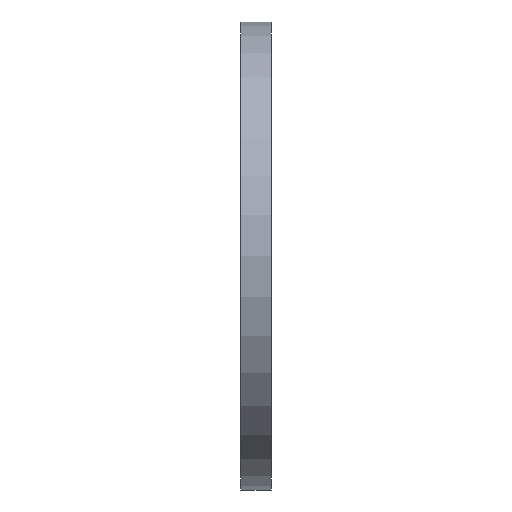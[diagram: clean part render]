
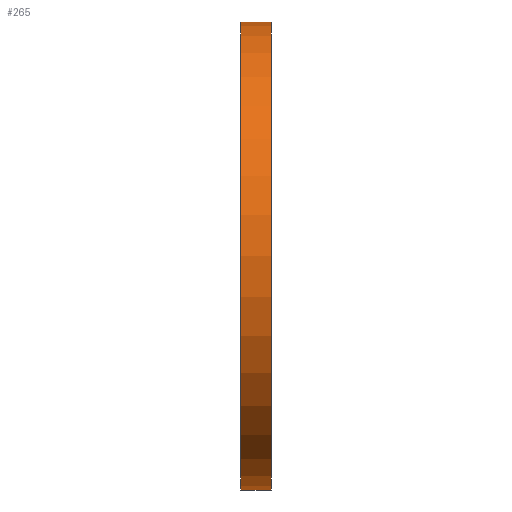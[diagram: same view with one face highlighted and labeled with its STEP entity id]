
A CAD part, left-side view. The second image highlights one B-rep face of the part: STEP entity #265.
In plain terms, the highlighted cylindrical face has radius 202.5 mm (diameter 405 mm), a partial arc.
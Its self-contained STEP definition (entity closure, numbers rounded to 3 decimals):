
#13 = AXIS2_PLACEMENT_3D ( 'NONE', #483, #844, #505 ) ;
#64 = ORIENTED_EDGE ( 'NONE', *, *, #626, .T. ) ;
#66 = VERTEX_POINT ( 'NONE', #171 ) ;
#131 = CIRCLE ( 'NONE', #767, 202.5 ) ;
#142 = VERTEX_POINT ( 'NONE', #294 ) ;
#145 = DIRECTION ( 'NONE',  ( 0., 1., 0. ) ) ;
#171 = CARTESIAN_POINT ( 'NONE',  ( 0., 0., 202.5 ) ) ;
#209 = CARTESIAN_POINT ( 'NONE',  ( 0., 26., -202.5 ) ) ;
#212 = LINE ( 'NONE', #950, #451 ) ;
#238 = ORIENTED_EDGE ( 'NONE', *, *, #822, .T. ) ;
#258 = VERTEX_POINT ( 'NONE', #209 ) ;
#261 = CARTESIAN_POINT ( 'NONE',  ( 0., 34.695, 202.5 ) ) ;
#265 = ADVANCED_FACE ( 'NONE', ( #408 ), #389, .T. ) ;
#268 = VERTEX_POINT ( 'NONE', #588 ) ;
#294 = CARTESIAN_POINT ( 'NONE',  ( 0., 0., -202.5 ) ) ;
#302 = ORIENTED_EDGE ( 'NONE', *, *, #1008, .F. ) ;
#303 = DIRECTION ( 'NONE',  ( 0., 1., 0. ) ) ;
#318 = CARTESIAN_POINT ( 'NONE',  ( 0., 26., 0. ) ) ;
#342 = ORIENTED_EDGE ( 'NONE', *, *, #953, .F. ) ;
#385 = EDGE_LOOP ( 'NONE', ( #302, #238, #64, #342 ) ) ;
#389 = CYLINDRICAL_SURFACE ( 'NONE', #13, 202.5 ) ;
#408 = FACE_OUTER_BOUND ( 'NONE', #385, .T. ) ;
#428 = CARTESIAN_POINT ( 'NONE',  ( 0., 0., 0. ) ) ;
#451 = VECTOR ( 'NONE', #1127, 1000. ) ;
#469 = VECTOR ( 'NONE', #1094, 1000. ) ;
#483 = CARTESIAN_POINT ( 'NONE',  ( 0., 34.695, 0. ) ) ;
#498 = DIRECTION ( 'NONE',  ( 0., 0., 1. ) ) ;
#505 = DIRECTION ( 'NONE',  ( 0., 0., 1. ) ) ;
#588 = CARTESIAN_POINT ( 'NONE',  ( 0., 26., 202.5 ) ) ;
#626 = EDGE_CURVE ( 'NONE', #66, #268, #804, .T. ) ;
#745 = CIRCLE ( 'NONE', #1068, 202.5 ) ;
#767 = AXIS2_PLACEMENT_3D ( 'NONE', #318, #303, #874 ) ;
#804 = LINE ( 'NONE', #261, #469 ) ;
#822 = EDGE_CURVE ( 'NONE', #142, #66, #745, .T. ) ;
#844 = DIRECTION ( 'NONE',  ( 0., 1., 0. ) ) ;
#874 = DIRECTION ( 'NONE',  ( 0., 0., 1. ) ) ;
#950 = CARTESIAN_POINT ( 'NONE',  ( 0., 34.695, -202.5 ) ) ;
#953 = EDGE_CURVE ( 'NONE', #258, #268, #131, .T. ) ;
#1008 = EDGE_CURVE ( 'NONE', #142, #258, #212, .T. ) ;
#1068 = AXIS2_PLACEMENT_3D ( 'NONE', #428, #145, #498 ) ;
#1094 = DIRECTION ( 'NONE',  ( 0., 1., 0. ) ) ;
#1127 = DIRECTION ( 'NONE',  ( 0., 1., 0. ) ) ;
